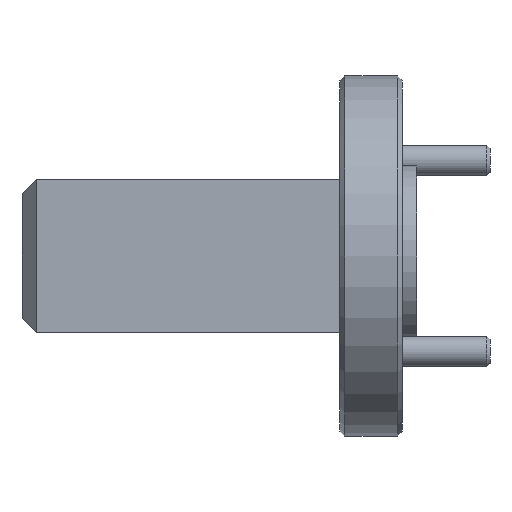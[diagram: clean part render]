
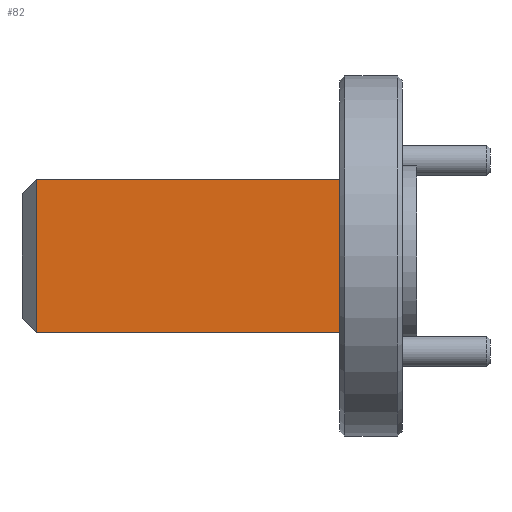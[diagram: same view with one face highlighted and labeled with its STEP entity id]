
A CAD part, front view. The second image highlights one B-rep face of the part: STEP entity #82.
In plain terms, the highlighted planar face has unit normal (0, -1, 0).
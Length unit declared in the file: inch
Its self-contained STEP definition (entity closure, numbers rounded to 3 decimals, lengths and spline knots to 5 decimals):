
#25 = EDGE_CURVE ( 'NONE', #650, #1241, #1790, .T. ) ;
#82 = ADVANCED_FACE ( 'NONE', ( #609 ), #1661, .F. ) ;
#111 = CARTESIAN_POINT ( 'NONE',  ( -0.066, -0.125, 0.16 ) ) ;
#174 = EDGE_CURVE ( 'NONE', #1137, #1241, #310, .T. ) ;
#302 = CARTESIAN_POINT ( 'NONE',  ( -0.632, -0.125, -0.16 ) ) ;
#310 = LINE ( 'NONE', #1502, #1162 ) ;
#316 = CARTESIAN_POINT ( 'NONE',  ( 0., -0.125, -0.16 ) ) ;
#384 = CARTESIAN_POINT ( 'NONE',  ( 0., -0.125, 0.16 ) ) ;
#447 = ORIENTED_EDGE ( 'NONE', *, *, #174, .F. ) ;
#483 = DIRECTION ( 'NONE',  ( 1., 0., 0. ) ) ;
#521 = VECTOR ( 'NONE', #757, 39.37008 ) ;
#530 = ORIENTED_EDGE ( 'NONE', *, *, #890, .T. ) ;
#609 = FACE_OUTER_BOUND ( 'NONE', #2140, .T. ) ;
#650 = VERTEX_POINT ( 'NONE', #316 ) ;
#659 = VECTOR ( 'NONE', #2138, 39.37008 ) ;
#757 = DIRECTION ( 'NONE',  ( 0., 0., 1. ) ) ;
#848 = CARTESIAN_POINT ( 'NONE',  ( -0.066, -0.125, -0.16 ) ) ;
#890 = EDGE_CURVE ( 'NONE', #1137, #1606, #2070, .T. ) ;
#1096 = VECTOR ( 'NONE', #483, 39.37008 ) ;
#1137 = VERTEX_POINT ( 'NONE', #1697 ) ;
#1162 = VECTOR ( 'NONE', #1867, 39.37008 ) ;
#1210 = CARTESIAN_POINT ( 'NONE',  ( 0., -0.125, 0.16 ) ) ;
#1241 = VERTEX_POINT ( 'NONE', #1210 ) ;
#1253 = CARTESIAN_POINT ( 'NONE',  ( -0.632, -0.125, -0.16 ) ) ;
#1297 = DIRECTION ( 'NONE',  ( 0., 1., 0. ) ) ;
#1398 = LINE ( 'NONE', #848, #1096 ) ;
#1502 = CARTESIAN_POINT ( 'NONE',  ( -0.066, -0.125, 0.16 ) ) ;
#1606 = VERTEX_POINT ( 'NONE', #302 ) ;
#1646 = EDGE_CURVE ( 'NONE', #1606, #650, #1398, .T. ) ;
#1661 = PLANE ( 'NONE',  #1746 ) ;
#1697 = CARTESIAN_POINT ( 'NONE',  ( -0.632, -0.125, 0.16 ) ) ;
#1746 = AXIS2_PLACEMENT_3D ( 'NONE', #111, #1297, #1836 ) ;
#1790 = LINE ( 'NONE', #384, #521 ) ;
#1823 = ORIENTED_EDGE ( 'NONE', *, *, #25, .T. ) ;
#1836 = DIRECTION ( 'NONE',  ( 0., 0., 1. ) ) ;
#1867 = DIRECTION ( 'NONE',  ( 1., 0., 0. ) ) ;
#2070 = LINE ( 'NONE', #1253, #659 ) ;
#2110 = ORIENTED_EDGE ( 'NONE', *, *, #1646, .T. ) ;
#2138 = DIRECTION ( 'NONE',  ( 0., 0., -1. ) ) ;
#2140 = EDGE_LOOP ( 'NONE', ( #447, #530, #2110, #1823 ) ) ;
